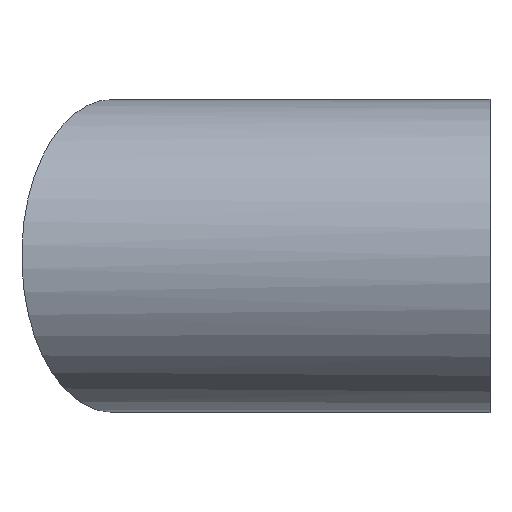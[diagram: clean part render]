
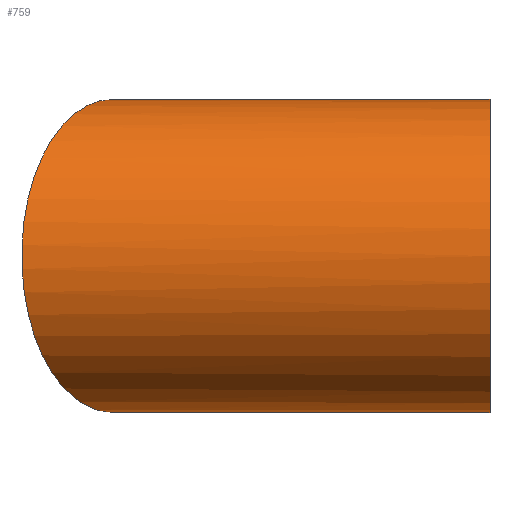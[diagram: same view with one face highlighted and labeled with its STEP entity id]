
A CAD part, left-side view. The second image highlights one B-rep face of the part: STEP entity #759.
In plain terms, the highlighted cylindrical face has radius 55 mm (diameter 110 mm), a full revolution.
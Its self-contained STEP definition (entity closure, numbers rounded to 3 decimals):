
#759 = ADVANCED_FACE( '', ( #2136, #2137 ), #2138, .T. );
#2136 = FACE_OUTER_BOUND( '', #4469, .T. );
#2137 = FACE_OUTER_BOUND( '', #4470, .T. );
#2138 = CYLINDRICAL_SURFACE( '', #4471, 55. );
#4469 = EDGE_LOOP( '', ( #6866 ) );
#4470 = EDGE_LOOP( '', ( #6867 ) );
#4471 = AXIS2_PLACEMENT_3D( '', #6868, #6869, #6870 );
#6866 = ORIENTED_EDGE( '', *, *, #13426, .T. );
#6867 = ORIENTED_EDGE( '', *, *, #13427, .F. );
#6868 = CARTESIAN_POINT( '', ( 0., 0., 0. ) );
#6869 = DIRECTION( '', ( 0., 1., 0. ) );
#6870 = DIRECTION( '', ( 0., 0., -1. ) );
#13426 = EDGE_CURVE( '', #16126, #16126, #16127, .F. );
#13427 = EDGE_CURVE( '', #16128, #16128, #16129, .T. );
#16126 = VERTEX_POINT( '', #20145 );
#16127 = ELLIPSE( '', #20146, 63.509, 55. );
#16128 = VERTEX_POINT( '', #20147 );
#16129 = CIRCLE( '', #20148, 55. );
#20145 = CARTESIAN_POINT( '', ( 55., 101.039, 0. ) );
#20146 = AXIS2_PLACEMENT_3D( '', #25934, #25935, #25936 );
#20147 = CARTESIAN_POINT( '', ( 0., 0., -55. ) );
#20148 = AXIS2_PLACEMENT_3D( '', #25937, #25938, #25939 );
#25934 = CARTESIAN_POINT( '', ( 0., 132.793, 0. ) );
#25935 = DIRECTION( '', ( 0.5, 0.866, 0. ) );
#25936 = DIRECTION( '', ( 0.866, -0.5, 0. ) );
#25937 = CARTESIAN_POINT( '', ( 0., 0., 0. ) );
#25938 = DIRECTION( '', ( 0., -1., 0. ) );
#25939 = DIRECTION( '', ( 0., 0., -1. ) );
